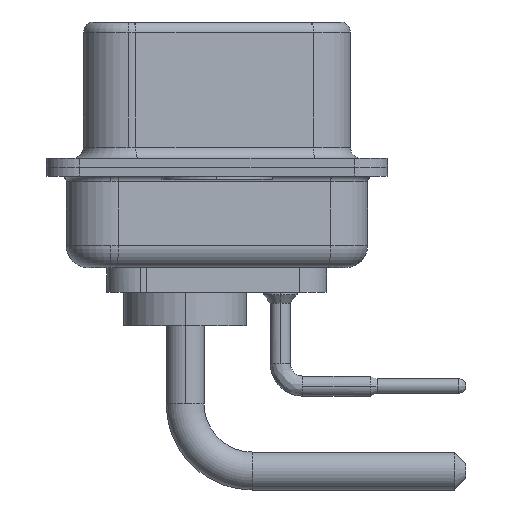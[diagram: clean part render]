
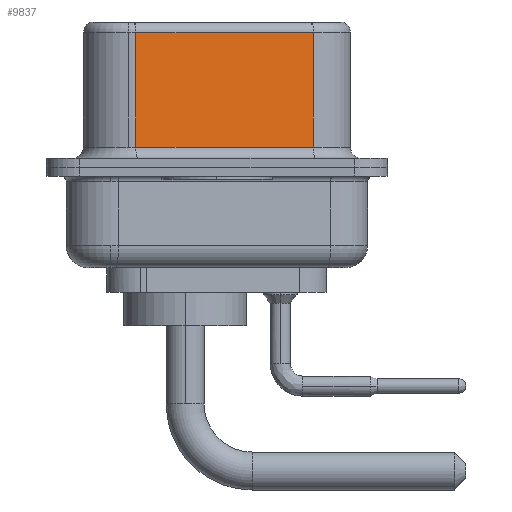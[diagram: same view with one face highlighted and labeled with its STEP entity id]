
A CAD part, left-side view. The second image highlights one B-rep face of the part: STEP entity #9837.
In plain terms, the highlighted planar face has unit normal (-0.985, -0.174, 0).
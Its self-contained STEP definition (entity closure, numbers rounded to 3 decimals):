
#216 = ORIENTED_EDGE ( 'NONE', *, *, #13218, .T. ) ;
#256 = VERTEX_POINT ( 'NONE', #831 ) ;
#752 = VECTOR ( 'NONE', #10494, 1000. ) ;
#831 = CARTESIAN_POINT ( 'NONE',  ( 5.132, -4.322, 6.02 ) ) ;
#2208 = CARTESIAN_POINT ( 'NONE',  ( 5.132, -4.322, 0.9 ) ) ;
#2348 = PLANE ( 'NONE',  #21925 ) ;
#3872 = LINE ( 'NONE', #16040, #17198 ) ;
#5713 = LINE ( 'NONE', #19336, #7482 ) ;
#6109 = VERTEX_POINT ( 'NONE', #17195 ) ;
#7128 = LINE ( 'NONE', #2208, #8710 ) ;
#7482 = VECTOR ( 'NONE', #14313, 1000. ) ;
#8067 = CARTESIAN_POINT ( 'NONE',  ( 3.73, 3.628, 0.9 ) ) ;
#8710 = VECTOR ( 'NONE', #9006, 1000. ) ;
#9006 = DIRECTION ( 'NONE',  ( 0.174, -0.985, 0. ) ) ;
#9150 = CARTESIAN_POINT ( 'NONE',  ( 5.132, -4.322, 6.52 ) ) ;
#9837 = ADVANCED_FACE ( 'NONE', ( #10835 ), #2348, .F. ) ;
#10494 = DIRECTION ( 'NONE',  ( 0., 0., -1. ) ) ;
#10607 = LINE ( 'NONE', #17419, #752 ) ;
#10828 = VERTEX_POINT ( 'NONE', #8067 ) ;
#10835 = FACE_OUTER_BOUND ( 'NONE', #16104, .T. ) ;
#12379 = ORIENTED_EDGE ( 'NONE', *, *, #17670, .T. ) ;
#13218 = EDGE_CURVE ( 'NONE', #6109, #10828, #3872, .T. ) ;
#14313 = DIRECTION ( 'NONE',  ( -0.174, 0.985, 0. ) ) ;
#14355 = DIRECTION ( 'NONE',  ( 0., 0., -1. ) ) ;
#14780 = CARTESIAN_POINT ( 'NONE',  ( 5.132, -4.322, 0.9 ) ) ;
#16040 = CARTESIAN_POINT ( 'NONE',  ( 3.73, 3.628, 6.52 ) ) ;
#16104 = EDGE_LOOP ( 'NONE', ( #17098, #12379, #216, #16630 ) ) ;
#16113 = VERTEX_POINT ( 'NONE', #14780 ) ;
#16308 = DIRECTION ( 'NONE',  ( 0.985, 0.174, 0. ) ) ;
#16630 = ORIENTED_EDGE ( 'NONE', *, *, #20780, .T. ) ;
#17098 = ORIENTED_EDGE ( 'NONE', *, *, #18997, .F. ) ;
#17195 = CARTESIAN_POINT ( 'NONE',  ( 3.73, 3.628, 6.02 ) ) ;
#17198 = VECTOR ( 'NONE', #14355, 1000. ) ;
#17419 = CARTESIAN_POINT ( 'NONE',  ( 5.132, -4.322, 6.52 ) ) ;
#17670 = EDGE_CURVE ( 'NONE', #256, #6109, #5713, .T. ) ;
#18997 = EDGE_CURVE ( 'NONE', #256, #16113, #10607, .T. ) ;
#19336 = CARTESIAN_POINT ( 'NONE',  ( 5.132, -4.322, 6.02 ) ) ;
#20780 = EDGE_CURVE ( 'NONE', #10828, #16113, #7128, .T. ) ;
#21542 = DIRECTION ( 'NONE',  ( -0.174, 0.985, 0. ) ) ;
#21925 = AXIS2_PLACEMENT_3D ( 'NONE', #9150, #16308, #21542 ) ;
